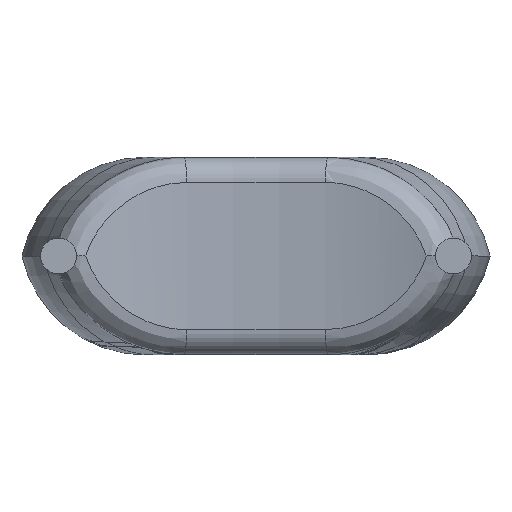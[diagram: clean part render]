
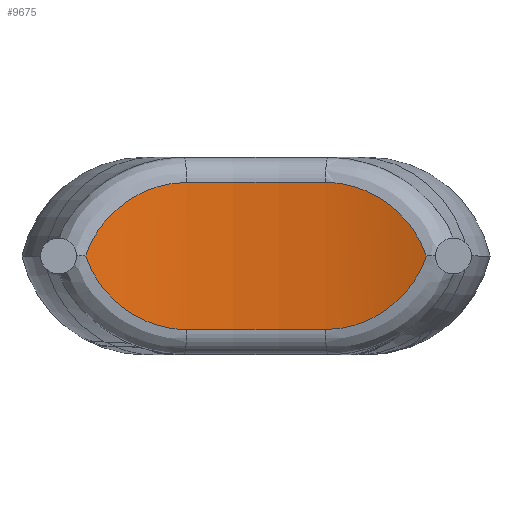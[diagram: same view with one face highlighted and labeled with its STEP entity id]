
A CAD part, front view. The second image highlights one B-rep face of the part: STEP entity #9675.
In plain terms, the highlighted cylindrical face has radius 7.206 mm (diameter 14.413 mm), a partial arc.
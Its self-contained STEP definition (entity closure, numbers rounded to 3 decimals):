
#176 = CARTESIAN_POINT ( 'NONE',  ( -1.954, -4.169, -0.646 ) ) ;
#207 = ORIENTED_EDGE ( 'NONE', *, *, #2628, .T. ) ;
#810 = CARTESIAN_POINT ( 'NONE',  ( 2.371, -4.301, 0. ) ) ;
#914 = CARTESIAN_POINT ( 'NONE',  ( -2.249, -4.259, 0.291 ) ) ;
#1332 = CARTESIAN_POINT ( 'NONE',  ( 1.568, -4.071, -0.899 ) ) ;
#1406 = CARTESIAN_POINT ( 'NONE',  ( 1.705, -4.103, -0.827 ) ) ;
#1433 = VERTEX_POINT ( 'NONE', #14392 ) ;
#1508 = CARTESIAN_POINT ( 'NONE',  ( -0.965, -3.965, -1.025 ) ) ;
#1600 = CARTESIAN_POINT ( 'NONE',  ( -2.323, -4.285, -0.151 ) ) ;
#1756 = CARTESIAN_POINT ( 'NONE',  ( -1.705, -4.103, -0.827 ) ) ;
#1782 = ORIENTED_EDGE ( 'NONE', *, *, #5589, .T. ) ;
#1835 = CARTESIAN_POINT ( 'NONE',  ( 0.965, -3.965, 1.025 ) ) ;
#2150 = CARTESIAN_POINT ( 'NONE',  ( 2.249, -4.259, 0.291 ) ) ;
#2249 = B_SPLINE_CURVE_WITH_KNOTS ( 'NONE', 3,
 ( #12927, #1600, #15152, #12592, #176, #1756, #4116, #3959, #12671, #1508 ),
 .UNSPECIFIED., .F., .F.,
 ( 4, 2, 2, 2, 4 ),
 ( 0., 0., 0.001, 0.001, 0.002 ),
 .UNSPECIFIED. ) ;
#2284 = EDGE_CURVE ( 'NONE', #1433, #11374, #6493, .T. ) ;
#2571 = CARTESIAN_POINT ( 'NONE',  ( 1.123, -3.986, -1.025 ) ) ;
#2628 = EDGE_CURVE ( 'NONE', #11374, #3965, #2249, .T. ) ;
#2969 = CARTESIAN_POINT ( 'NONE',  ( 0., -11.106, 1.375 ) ) ;
#3379 = CARTESIAN_POINT ( 'NONE',  ( -1.123, -3.986, 1.025 ) ) ;
#3811 = CARTESIAN_POINT ( 'NONE',  ( 2.371, -4.301, 0. ) ) ;
#3898 = CARTESIAN_POINT ( 'NONE',  ( -0.965, -3.965, -1.025 ) ) ;
#3959 = CARTESIAN_POINT ( 'NONE',  ( -1.274, -4.012, -0.999 ) ) ;
#3965 = VERTEX_POINT ( 'NONE', #3898 ) ;
#4116 = CARTESIAN_POINT ( 'NONE',  ( -1.568, -4.071, -0.899 ) ) ;
#4591 = CARTESIAN_POINT ( 'NONE',  ( -1.274, -4.012, 0.999 ) ) ;
#4883 = CIRCLE ( 'NONE', #9566, 7.206 ) ;
#5325 = CARTESIAN_POINT ( 'NONE',  ( 0., -11.106, 1.025 ) ) ;
#5552 = B_SPLINE_CURVE_WITH_KNOTS ( 'NONE', 3,
 ( #13751, #2571, #12483, #1332, #1406, #7904, #12897, #6851, #9213, #14294 ),
 .UNSPECIFIED., .F., .F.,
 ( 4, 2, 2, 2, 4 ),
 ( 0., 0., 0.001, 0.001, 0.002 ),
 .UNSPECIFIED. ) ;
#5589 = EDGE_CURVE ( 'NONE', #5765, #1433, #6256, .T. ) ;
#5765 = VERTEX_POINT ( 'NONE', #1835 ) ;
#5776 = CARTESIAN_POINT ( 'NONE',  ( 2.323, -4.285, 0.151 ) ) ;
#5873 = CARTESIAN_POINT ( 'NONE',  ( -2.371, -4.301, 0. ) ) ;
#5916 = EDGE_CURVE ( 'NONE', #16209, #8474, #5552, .T. ) ;
#6256 = CIRCLE ( 'NONE', #9905, 7.206 ) ;
#6493 = B_SPLINE_CURVE_WITH_KNOTS ( 'NONE', 3,
 ( #12007, #3379, #4591, #9548, #12089, #9715, #14557, #914, #9875, #5873 ),
 .UNSPECIFIED., .F., .F.,
 ( 4, 2, 2, 2, 4 ),
 ( 0., 0., 0.001, 0.001, 0.002 ),
 .UNSPECIFIED. ) ;
#6764 = DIRECTION ( 'NONE',  ( -1., 0., 0. ) ) ;
#6851 = CARTESIAN_POINT ( 'NONE',  ( 2.249, -4.259, -0.291 ) ) ;
#7089 = CARTESIAN_POINT ( 'NONE',  ( 0.965, -3.965, 1.025 ) ) ;
#7168 = CARTESIAN_POINT ( 'NONE',  ( 1.705, -4.103, 0.827 ) ) ;
#7507 = ORIENTED_EDGE ( 'NONE', *, *, #2284, .T. ) ;
#7526 = DIRECTION ( 'NONE',  ( 0., 0., 1. ) ) ;
#7823 = EDGE_CURVE ( 'NONE', #3965, #16209, #4883, .T. ) ;
#7904 = CARTESIAN_POINT ( 'NONE',  ( 1.954, -4.169, -0.646 ) ) ;
#8131 = B_SPLINE_CURVE_WITH_KNOTS ( 'NONE', 3,
 ( #810, #5776, #2150, #14700, #9694, #7168, #14538, #15765, #12314, #7089 ),
 .UNSPECIFIED., .F., .F.,
 ( 4, 2, 2, 2, 4 ),
 ( 0., 0., 0.001, 0.001, 0.002 ),
 .UNSPECIFIED. ) ;
#8474 = VERTEX_POINT ( 'NONE', #3811 ) ;
#9213 = CARTESIAN_POINT ( 'NONE',  ( 2.323, -4.285, -0.151 ) ) ;
#9548 = CARTESIAN_POINT ( 'NONE',  ( -1.568, -4.071, 0.899 ) ) ;
#9566 = AXIS2_PLACEMENT_3D ( 'NONE', #10787, #14255, #11700 ) ;
#9675 = ADVANCED_FACE ( 'NONE', ( #12888 ), #14144, .F. ) ;
#9694 = CARTESIAN_POINT ( 'NONE',  ( 1.954, -4.169, 0.646 ) ) ;
#9715 = CARTESIAN_POINT ( 'NONE',  ( -1.954, -4.169, 0.646 ) ) ;
#9875 = CARTESIAN_POINT ( 'NONE',  ( -2.323, -4.285, 0.151 ) ) ;
#9905 = AXIS2_PLACEMENT_3D ( 'NONE', #5325, #7526, #12502 ) ;
#10787 = CARTESIAN_POINT ( 'NONE',  ( 0., -11.106, -1.025 ) ) ;
#11374 = VERTEX_POINT ( 'NONE', #12172 ) ;
#11651 = DIRECTION ( 'NONE',  ( 0., 0., -1. ) ) ;
#11700 = DIRECTION ( 'NONE',  ( 1., 0., 0. ) ) ;
#11976 = EDGE_LOOP ( 'NONE', ( #14607, #1782, #7507, #207, #15681, #15075 ) ) ;
#12007 = CARTESIAN_POINT ( 'NONE',  ( -0.965, -3.965, 1.025 ) ) ;
#12089 = CARTESIAN_POINT ( 'NONE',  ( -1.705, -4.103, 0.827 ) ) ;
#12172 = CARTESIAN_POINT ( 'NONE',  ( -2.371, -4.301, 0. ) ) ;
#12314 = CARTESIAN_POINT ( 'NONE',  ( 1.123, -3.986, 1.025 ) ) ;
#12483 = CARTESIAN_POINT ( 'NONE',  ( 1.274, -4.012, -0.999 ) ) ;
#12502 = DIRECTION ( 'NONE',  ( 1., 0., 0. ) ) ;
#12553 = AXIS2_PLACEMENT_3D ( 'NONE', #2969, #11651, #6764 ) ;
#12592 = CARTESIAN_POINT ( 'NONE',  ( -2.065, -4.201, -0.537 ) ) ;
#12671 = CARTESIAN_POINT ( 'NONE',  ( -1.123, -3.986, -1.025 ) ) ;
#12888 = FACE_OUTER_BOUND ( 'NONE', #11976, .T. ) ;
#12897 = CARTESIAN_POINT ( 'NONE',  ( 2.065, -4.201, -0.537 ) ) ;
#12927 = CARTESIAN_POINT ( 'NONE',  ( -2.371, -4.301, 0. ) ) ;
#13482 = CARTESIAN_POINT ( 'NONE',  ( 0.965, -3.965, -1.025 ) ) ;
#13751 = CARTESIAN_POINT ( 'NONE',  ( 0.965, -3.965, -1.025 ) ) ;
#14144 = CYLINDRICAL_SURFACE ( 'NONE', #12553, 7.206 ) ;
#14255 = DIRECTION ( 'NONE',  ( 0., 0., -1. ) ) ;
#14294 = CARTESIAN_POINT ( 'NONE',  ( 2.371, -4.301, 0. ) ) ;
#14392 = CARTESIAN_POINT ( 'NONE',  ( -0.965, -3.965, 1.025 ) ) ;
#14538 = CARTESIAN_POINT ( 'NONE',  ( 1.568, -4.071, 0.899 ) ) ;
#14557 = CARTESIAN_POINT ( 'NONE',  ( -2.065, -4.201, 0.537 ) ) ;
#14607 = ORIENTED_EDGE ( 'NONE', *, *, #15324, .T. ) ;
#14700 = CARTESIAN_POINT ( 'NONE',  ( 2.065, -4.201, 0.537 ) ) ;
#15075 = ORIENTED_EDGE ( 'NONE', *, *, #5916, .T. ) ;
#15152 = CARTESIAN_POINT ( 'NONE',  ( -2.249, -4.259, -0.291 ) ) ;
#15324 = EDGE_CURVE ( 'NONE', #8474, #5765, #8131, .T. ) ;
#15681 = ORIENTED_EDGE ( 'NONE', *, *, #7823, .T. ) ;
#15765 = CARTESIAN_POINT ( 'NONE',  ( 1.274, -4.012, 0.999 ) ) ;
#16209 = VERTEX_POINT ( 'NONE', #13482 ) ;
